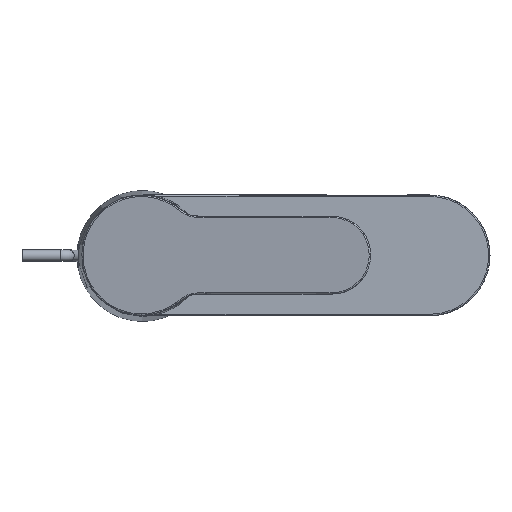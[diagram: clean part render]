
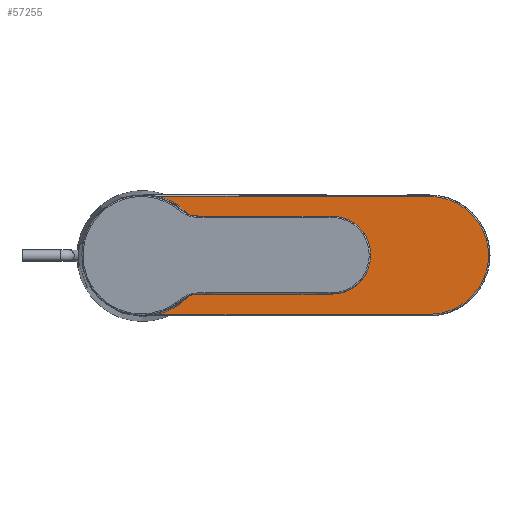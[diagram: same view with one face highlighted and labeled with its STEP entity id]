
A CAD part, top view. The second image highlights one B-rep face of the part: STEP entity #57255.
In plain terms, the highlighted planar face has unit normal (0, 0, 1).
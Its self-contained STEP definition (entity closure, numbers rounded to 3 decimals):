
#1326=B_SPLINE_CURVE_WITH_KNOTS('',3,(#127214,#127215,#127216,#127217),
 .UNSPECIFIED.,.F.,.F.,(4,4),(0.,0.099),
 .UNSPECIFIED.);
#1327=B_SPLINE_CURVE_WITH_KNOTS('',3,(#127219,#127220,#127221,#127222),
 .UNSPECIFIED.,.F.,.F.,(4,4),(0.,0.013),.UNSPECIFIED.);
#1328=B_SPLINE_CURVE_WITH_KNOTS('',3,(#127224,#127225,#127226,#127227,#127228,
#127229,#127230),.UNSPECIFIED.,.F.,.F.,(4,1,1,1,4),(0.,0.005,
0.01,0.014,0.019),.UNSPECIFIED.);
#1329=B_SPLINE_CURVE_WITH_KNOTS('',3,(#127232,#127233,#127234,#127235,#127236),
 .UNSPECIFIED.,.F.,.F.,(4,1,4),(0.,0.009,
0.019),.UNSPECIFIED.);
#1330=B_SPLINE_CURVE_WITH_KNOTS('',3,(#127238,#127239,#127240,#127241,#127242,
#127243),.UNSPECIFIED.,.F.,.F.,(4,1,1,4),(0.,0.003,0.007,
0.013),.UNSPECIFIED.);
#1331=B_SPLINE_CURVE_WITH_KNOTS('',3,(#127245,#127246,#127247,#127248),
 .UNSPECIFIED.,.F.,.F.,(4,4),(0.,0.099),.UNSPECIFIED.);
#12957=PLANE('',#84921);
#29631=ORIENTED_EDGE('',*,*,#38067,.T.);
#29632=ORIENTED_EDGE('',*,*,#38068,.T.);
#29633=ORIENTED_EDGE('',*,*,#38069,.T.);
#29634=ORIENTED_EDGE('',*,*,#38070,.T.);
#29635=ORIENTED_EDGE('',*,*,#38071,.T.);
#29636=ORIENTED_EDGE('',*,*,#38072,.T.);
#29637=ORIENTED_EDGE('',*,*,#38073,.T.);
#38067=EDGE_CURVE('',#43673,#43674,#46201,.T.);
#38068=EDGE_CURVE('',#43674,#43675,#1326,.T.);
#38069=EDGE_CURVE('',#43675,#43676,#1327,.T.);
#38070=EDGE_CURVE('',#43676,#43677,#1328,.T.);
#38071=EDGE_CURVE('',#43677,#43678,#1329,.T.);
#38072=EDGE_CURVE('',#43678,#43679,#1330,.T.);
#38073=EDGE_CURVE('',#43679,#43673,#1331,.T.);
#43673=VERTEX_POINT('',#127212);
#43674=VERTEX_POINT('',#127213);
#43675=VERTEX_POINT('',#127218);
#43676=VERTEX_POINT('',#127223);
#43677=VERTEX_POINT('',#127231);
#43678=VERTEX_POINT('',#127237);
#43679=VERTEX_POINT('',#127244);
#46201=CIRCLE('',#84922,20.507);
#49763=EDGE_LOOP('',(#29631,#29632,#29633,#29634,#29635,#29636,#29637));
#53340=FACE_BOUND('',#49763,.T.);
#57255=ADVANCED_FACE('',(#53340),#12957,.T.);
#84921=AXIS2_PLACEMENT_3D('',#127210,#100777,#100778);
#84922=AXIS2_PLACEMENT_3D('',#127211,#100779,#100780);
#100777=DIRECTION('',(0.,0.,1.));
#100778=DIRECTION('',(0.,1.,0.));
#100779=DIRECTION('',(0.,0.,1.));
#100780=DIRECTION('',(0.,1.,0.));
#127210=CARTESIAN_POINT('',(0.,0.,125.));
#127211=CARTESIAN_POINT('',(0.,0.,125.));
#127212=CARTESIAN_POINT('',(0.471,20.502,125.));
#127213=CARTESIAN_POINT('',(0.471,-20.502,125.));
#127214=CARTESIAN_POINT('',(0.471,-20.502,125.));
#127215=CARTESIAN_POINT('',(33.59,-20.501,125.));
#127216=CARTESIAN_POINT('',(66.709,-20.503,125.));
#127217=CARTESIAN_POINT('',(99.827,-20.489,125.));
#127218=CARTESIAN_POINT('',(99.827,-20.489,125.));
#127219=CARTESIAN_POINT('',(99.827,-20.489,125.));
#127220=CARTESIAN_POINT('',(104.257,-20.486,125.));
#127221=CARTESIAN_POINT('',(108.637,-19.008,125.));
#127222=CARTESIAN_POINT('',(112.169,-16.335,125.));
#127223=CARTESIAN_POINT('',(112.169,-16.335,125.));
#127224=CARTESIAN_POINT('',(112.169,-16.335,125.));
#127225=CARTESIAN_POINT('',(113.436,-15.377,125.));
#127226=CARTESIAN_POINT('',(115.735,-13.169,125.));
#127227=CARTESIAN_POINT('',(118.317,-9.219,125.));
#127228=CARTESIAN_POINT('',(119.954,-4.694,125.));
#127229=CARTESIAN_POINT('',(120.316,-1.588,125.));
#127230=CARTESIAN_POINT('',(120.316,0.,125.));
#127231=CARTESIAN_POINT('',(120.316,0.,125.));
#127232=CARTESIAN_POINT('',(120.316,0.,125.));
#127233=CARTESIAN_POINT('',(120.316,3.169,125.));
#127234=CARTESIAN_POINT('',(118.806,9.462,125.));
#127235=CARTESIAN_POINT('',(114.711,14.408,125.));
#127236=CARTESIAN_POINT('',(112.186,16.323,125.));
#127237=CARTESIAN_POINT('',(112.186,16.323,125.));
#127238=CARTESIAN_POINT('',(112.186,16.323,125.));
#127239=CARTESIAN_POINT('',(111.302,16.993,125.));
#127240=CARTESIAN_POINT('',(109.447,18.178,125.));
#127241=CARTESIAN_POINT('',(105.356,19.942,125.));
#127242=CARTESIAN_POINT('',(102.046,20.488,125.));
#127243=CARTESIAN_POINT('',(99.827,20.489,125.));
#127244=CARTESIAN_POINT('',(99.827,20.489,125.));
#127245=CARTESIAN_POINT('',(99.827,20.489,125.));
#127246=CARTESIAN_POINT('',(66.708,20.503,125.));
#127247=CARTESIAN_POINT('',(33.59,20.501,125.));
#127248=CARTESIAN_POINT('',(0.471,20.502,125.));
